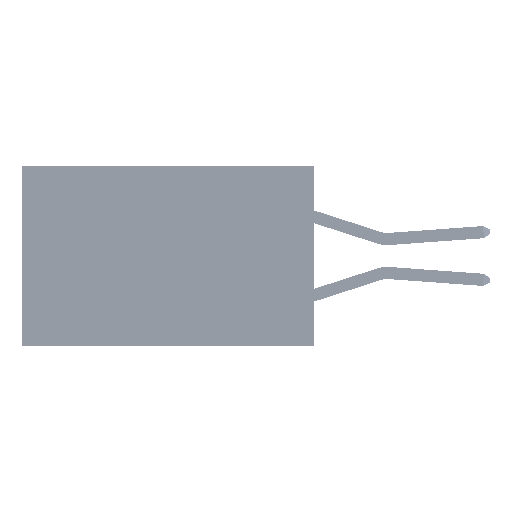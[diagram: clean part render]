
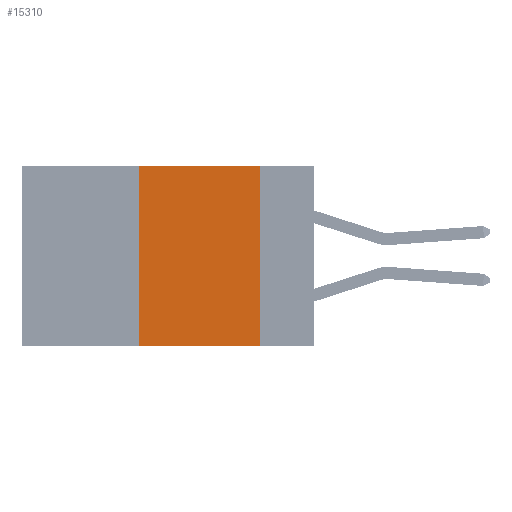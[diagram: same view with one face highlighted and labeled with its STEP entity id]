
A CAD part, left-side view. The second image highlights one B-rep face of the part: STEP entity #15310.
In plain terms, the highlighted planar face has unit normal (-1, 0, 0).
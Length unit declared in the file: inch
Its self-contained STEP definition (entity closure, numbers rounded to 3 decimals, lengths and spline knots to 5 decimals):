
#2232 = CARTESIAN_POINT ( 'NONE',  ( 0., 0.36, 0. ) ) ;
#2758 = EDGE_LOOP ( 'NONE', ( #27747, #41378, #24526, #42555 ) ) ;
#3108 = DIRECTION ( 'NONE',  ( 0., 0., -1. ) ) ;
#6032 = AXIS2_PLACEMENT_3D ( 'NONE', #36142, #25865, #3108 ) ;
#7644 = CARTESIAN_POINT ( 'NONE',  ( 0., 0.6, -0.37 ) ) ;
#7801 = EDGE_CURVE ( 'NONE', #38843, #31314, #18303, .T. ) ;
#11762 = VECTOR ( 'NONE', #14250, 39.37008 ) ;
#14250 = DIRECTION ( 'NONE',  ( 0., 0., -1. ) ) ;
#14563 = CARTESIAN_POINT ( 'NONE',  ( 0., 0.11, 0. ) ) ;
#15310 = ADVANCED_FACE ( 'NONE', ( #39493 ), #21317, .F. ) ;
#16517 = CARTESIAN_POINT ( 'NONE',  ( 0., 0.6, 0. ) ) ;
#18303 = LINE ( 'NONE', #28847, #11762 ) ;
#18655 = DIRECTION ( 'NONE',  ( 0., -1., 0. ) ) ;
#20253 = VECTOR ( 'NONE', #39466, 39.37008 ) ;
#20349 = LINE ( 'NONE', #16517, #35608 ) ;
#21317 = PLANE ( 'NONE',  #6032 ) ;
#21527 = LINE ( 'NONE', #38989, #20253 ) ;
#24526 = ORIENTED_EDGE ( 'NONE', *, *, #31172, .F. ) ;
#25358 = CARTESIAN_POINT ( 'NONE',  ( 0., 0.11, -0.37 ) ) ;
#25840 = LINE ( 'NONE', #7644, #39135 ) ;
#25865 = DIRECTION ( 'NONE',  ( 1., 0., 0. ) ) ;
#26821 = EDGE_CURVE ( 'NONE', #39629, #38843, #20349, .T. ) ;
#27747 = ORIENTED_EDGE ( 'NONE', *, *, #7801, .F. ) ;
#28511 = EDGE_CURVE ( 'NONE', #41127, #31314, #25840, .T. ) ;
#28847 = CARTESIAN_POINT ( 'NONE',  ( 0., 0.11, 0. ) ) ;
#30861 = DIRECTION ( 'NONE',  ( 0., -1., 0. ) ) ;
#31172 = EDGE_CURVE ( 'NONE', #41127, #39629, #21527, .T. ) ;
#31314 = VERTEX_POINT ( 'NONE', #25358 ) ;
#35608 = VECTOR ( 'NONE', #30861, 39.37008 ) ;
#36142 = CARTESIAN_POINT ( 'NONE',  ( 0., 0.6, 0. ) ) ;
#38843 = VERTEX_POINT ( 'NONE', #14563 ) ;
#38989 = CARTESIAN_POINT ( 'NONE',  ( 0., 0.36, 0. ) ) ;
#39135 = VECTOR ( 'NONE', #18655, 39.37008 ) ;
#39466 = DIRECTION ( 'NONE',  ( 0., 0., 1. ) ) ;
#39493 = FACE_OUTER_BOUND ( 'NONE', #2758, .T. ) ;
#39629 = VERTEX_POINT ( 'NONE', #2232 ) ;
#41127 = VERTEX_POINT ( 'NONE', #46508 ) ;
#41378 = ORIENTED_EDGE ( 'NONE', *, *, #26821, .F. ) ;
#42555 = ORIENTED_EDGE ( 'NONE', *, *, #28511, .T. ) ;
#46508 = CARTESIAN_POINT ( 'NONE',  ( 0., 0.36, -0.37 ) ) ;
